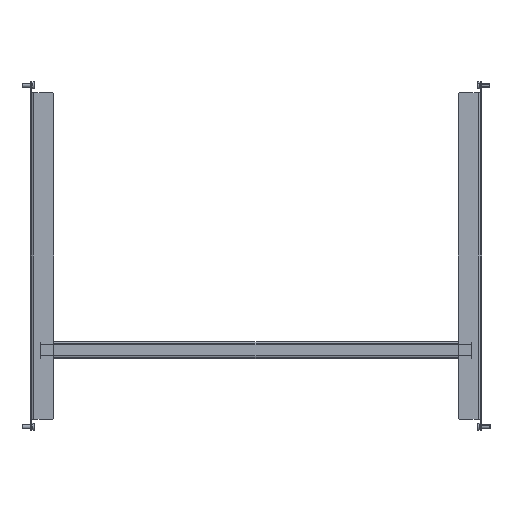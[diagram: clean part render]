
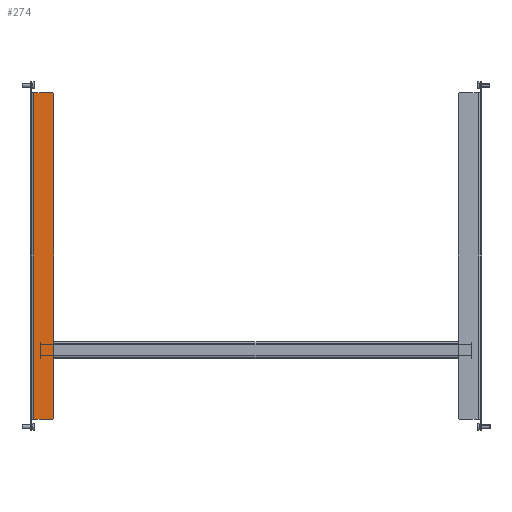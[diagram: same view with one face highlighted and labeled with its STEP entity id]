
A CAD part, front view. The second image highlights one B-rep face of the part: STEP entity #274.
In plain terms, the highlighted planar face has unit normal (0, -1, 0).
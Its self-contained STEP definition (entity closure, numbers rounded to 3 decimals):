
#149 = CARTESIAN_POINT ( 'NONE',  ( 38., 0., -260. ) ) ;
#274 = ADVANCED_FACE ( 'NONE', ( #12076 ), #11923, .F. ) ;
#414 = VERTEX_POINT ( 'NONE', #574 ) ;
#447 = LINE ( 'NONE', #3411, #6443 ) ;
#574 = CARTESIAN_POINT ( 'NONE',  ( 36., 0., 262. ) ) ;
#1360 = DIRECTION ( 'NONE',  ( 0., 0., 1. ) ) ;
#1912 = EDGE_CURVE ( 'NONE', #10466, #5636, #3577, .T. ) ;
#1997 = EDGE_CURVE ( 'NONE', #10466, #414, #11917, .T. ) ;
#2334 = DIRECTION ( 'NONE',  ( -1., 0., 0. ) ) ;
#3256 = ORIENTED_EDGE ( 'NONE', *, *, #8619, .T. ) ;
#3411 = CARTESIAN_POINT ( 'NONE',  ( 38., 0., -262. ) ) ;
#3487 = ORIENTED_EDGE ( 'NONE', *, *, #5747, .T. ) ;
#3546 = VERTEX_POINT ( 'NONE', #10023 ) ;
#3577 = LINE ( 'NONE', #4844, #11744 ) ;
#4318 = CARTESIAN_POINT ( 'NONE',  ( 0., 0., 280. ) ) ;
#4383 = DIRECTION ( 'NONE',  ( 0., 1., 0. ) ) ;
#4844 = CARTESIAN_POINT ( 'NONE',  ( 38., 0., 280. ) ) ;
#4908 = CARTESIAN_POINT ( 'NONE',  ( 38., 0., 260. ) ) ;
#5625 = VECTOR ( 'NONE', #9315, 1000. ) ;
#5636 = VERTEX_POINT ( 'NONE', #7866 ) ;
#5737 = CARTESIAN_POINT ( 'NONE',  ( 6., 0., 280. ) ) ;
#5747 = EDGE_CURVE ( 'NONE', #9973, #6616, #8922, .T. ) ;
#6443 = VECTOR ( 'NONE', #2334, 1000. ) ;
#6616 = VERTEX_POINT ( 'NONE', #12391 ) ;
#6932 = AXIS2_PLACEMENT_3D ( 'NONE', #4318, #4383, #1360 ) ;
#7866 = CARTESIAN_POINT ( 'NONE',  ( 38., 0., -260. ) ) ;
#8137 = VECTOR ( 'NONE', #11008, 1000. ) ;
#8481 = VECTOR ( 'NONE', #12232, 1000. ) ;
#8520 = EDGE_CURVE ( 'NONE', #3546, #6616, #447, .T. ) ;
#8588 = EDGE_LOOP ( 'NONE', ( #9627, #3256, #13971, #11266, #11263, #3487 ) ) ;
#8619 = EDGE_CURVE ( 'NONE', #3546, #5636, #8798, .T. ) ;
#8711 = CARTESIAN_POINT ( 'NONE',  ( 38., 0., 260. ) ) ;
#8798 = LINE ( 'NONE', #149, #8481 ) ;
#8922 = LINE ( 'NONE', #5737, #11052 ) ;
#8948 = LINE ( 'NONE', #12371, #8137 ) ;
#9315 = DIRECTION ( 'NONE',  ( -0.707, 0., 0.707 ) ) ;
#9627 = ORIENTED_EDGE ( 'NONE', *, *, #8520, .F. ) ;
#9973 = VERTEX_POINT ( 'NONE', #13415 ) ;
#10023 = CARTESIAN_POINT ( 'NONE',  ( 36., 0., -262. ) ) ;
#10105 = DIRECTION ( 'NONE',  ( 0., 0., -1. ) ) ;
#10466 = VERTEX_POINT ( 'NONE', #4908 ) ;
#10613 = EDGE_CURVE ( 'NONE', #414, #9973, #8948, .T. ) ;
#11008 = DIRECTION ( 'NONE',  ( -1., 0., 0. ) ) ;
#11052 = VECTOR ( 'NONE', #11141, 1000. ) ;
#11141 = DIRECTION ( 'NONE',  ( 0., 0., -1. ) ) ;
#11263 = ORIENTED_EDGE ( 'NONE', *, *, #10613, .T. ) ;
#11266 = ORIENTED_EDGE ( 'NONE', *, *, #1997, .T. ) ;
#11744 = VECTOR ( 'NONE', #10105, 1000. ) ;
#11917 = LINE ( 'NONE', #8711, #5625 ) ;
#11923 = PLANE ( 'NONE',  #6932 ) ;
#12076 = FACE_OUTER_BOUND ( 'NONE', #8588, .T. ) ;
#12232 = DIRECTION ( 'NONE',  ( 0.707, 0., 0.707 ) ) ;
#12371 = CARTESIAN_POINT ( 'NONE',  ( 38., 0., 262. ) ) ;
#12391 = CARTESIAN_POINT ( 'NONE',  ( 6., 0., -262. ) ) ;
#13415 = CARTESIAN_POINT ( 'NONE',  ( 6., 0., 262. ) ) ;
#13971 = ORIENTED_EDGE ( 'NONE', *, *, #1912, .F. ) ;
